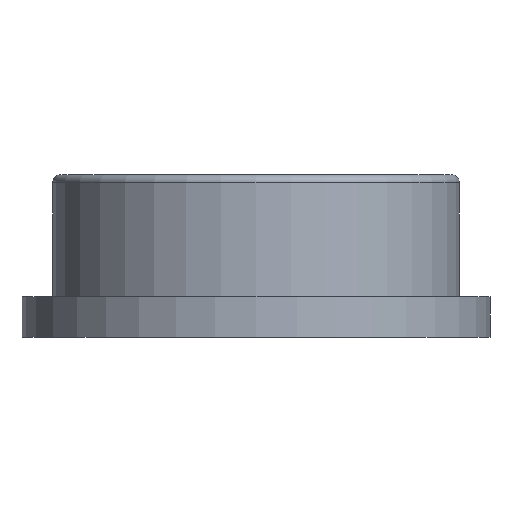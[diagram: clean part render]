
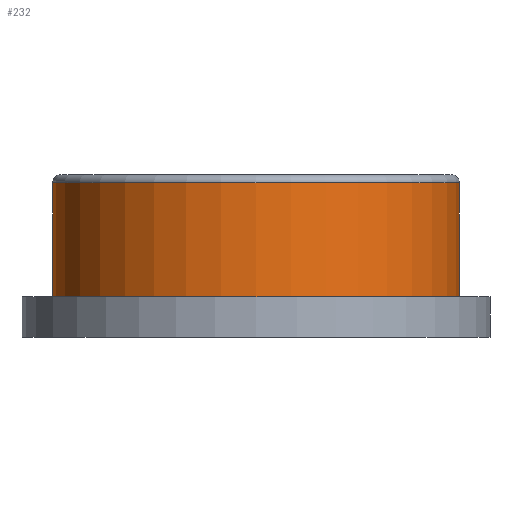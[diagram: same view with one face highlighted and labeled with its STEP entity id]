
A CAD part, front view. The second image highlights one B-rep face of the part: STEP entity #232.
In plain terms, the highlighted cylindrical face has radius 5 mm (diameter 10 mm), a full revolution.
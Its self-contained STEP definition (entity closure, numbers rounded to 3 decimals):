
#42=FACE_OUTER_BOUND('',#63,.T.);
#63=EDGE_LOOP('',(#184,#185,#186,#187,#188));
#79=LINE('',#418,#86);
#86=VECTOR('',#340,5.);
#99=CIRCLE('',#273,5.);
#100=CIRCLE('',#275,5.);
#101=CIRCLE('',#276,5.);
#121=VERTEX_POINT('',#414);
#122=VERTEX_POINT('',#417);
#123=VERTEX_POINT('',#419);
#144=EDGE_CURVE('',#121,#121,#99,.T.);
#145=EDGE_CURVE('',#121,#122,#79,.T.);
#146=EDGE_CURVE('',#122,#123,#100,.F.);
#147=EDGE_CURVE('',#123,#122,#101,.F.);
#184=ORIENTED_EDGE('',*,*,#144,.F.);
#185=ORIENTED_EDGE('',*,*,#145,.T.);
#186=ORIENTED_EDGE('',*,*,#146,.T.);
#187=ORIENTED_EDGE('',*,*,#147,.T.);
#188=ORIENTED_EDGE('',*,*,#145,.F.);
#221=CYLINDRICAL_SURFACE('',#274,5.);
#232=ADVANCED_FACE('',(#42),#221,.T.);
#273=AXIS2_PLACEMENT_3D('',#415,#336,#337);
#274=AXIS2_PLACEMENT_3D('',#416,#338,#339);
#275=AXIS2_PLACEMENT_3D('',#420,#341,#342);
#276=AXIS2_PLACEMENT_3D('',#421,#343,#344);
#336=DIRECTION('center_axis',(0.,0.,-1.));
#337=DIRECTION('ref_axis',(0.,1.,0.));
#338=DIRECTION('center_axis',(0.,0.,-1.));
#339=DIRECTION('ref_axis',(0.,1.,0.));
#340=DIRECTION('',(0.,0.,1.));
#341=DIRECTION('center_axis',(0.,0.,1.));
#342=DIRECTION('ref_axis',(0.,-1.,0.));
#343=DIRECTION('center_axis',(0.,0.,1.));
#344=DIRECTION('ref_axis',(0.,-1.,0.));
#414=CARTESIAN_POINT('',(0.,-5.,1.));
#415=CARTESIAN_POINT('Origin',(0.,0.,1.));
#416=CARTESIAN_POINT('Origin',(0.,0.,2.));
#417=CARTESIAN_POINT('',(0.,-5.,3.8));
#418=CARTESIAN_POINT('',(0.,-5.,2.));
#419=CARTESIAN_POINT('',(0.,5.,3.8));
#420=CARTESIAN_POINT('Origin',(0.,0.,3.8));
#421=CARTESIAN_POINT('Origin',(0.,0.,3.8));
